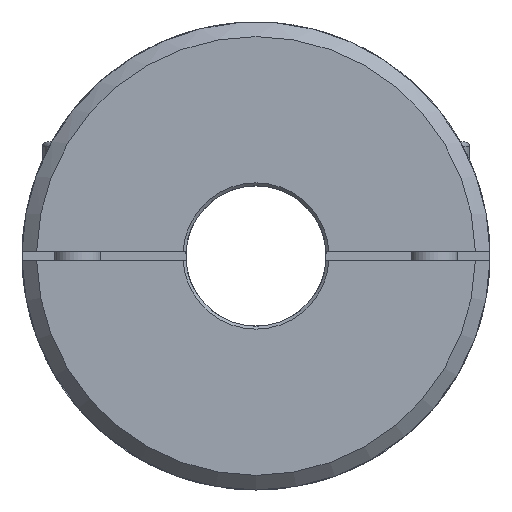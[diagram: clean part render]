
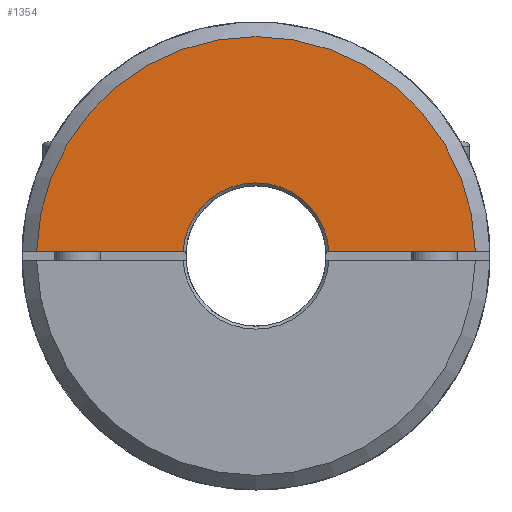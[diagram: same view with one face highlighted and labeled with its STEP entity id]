
A CAD part, left-side view. The second image highlights one B-rep face of the part: STEP entity #1354.
In plain terms, the highlighted planar face has unit normal (-1, 0, 0).
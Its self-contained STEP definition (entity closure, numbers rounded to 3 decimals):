
#1354 = ADVANCED_FACE( '', ( #3122 ), #3123, .T. );
#3122 = FACE_OUTER_BOUND( '', #5350, .T. );
#3123 = PLANE( '', #5351 );
#5350 = EDGE_LOOP( '', ( #9412, #9413, #9414, #9415 ) );
#5351 = AXIS2_PLACEMENT_3D( '', #9416, #9417, #9418 );
#9412 = ORIENTED_EDGE( '', *, *, #13096, .F. );
#9413 = ORIENTED_EDGE( '', *, *, #14120, .T. );
#9414 = ORIENTED_EDGE( '', *, *, #14121, .F. );
#9415 = ORIENTED_EDGE( '', *, *, #13671, .T. );
#9416 = CARTESIAN_POINT( '', ( 0., 0., 15. ) );
#9417 = DIRECTION( '', ( -1., 0., 0. ) );
#9418 = DIRECTION( '', ( 0., 0., 1. ) );
#13096 = EDGE_CURVE( '', #15560, #15562, #15563, .T. );
#13671 = EDGE_CURVE( '', #16498, #15562, #16501, .T. );
#14120 = EDGE_CURVE( '', #15560, #17159, #17160, .T. );
#14121 = EDGE_CURVE( '', #16498, #17159, #17161, .T. );
#15560 = VERTEX_POINT( '', #19641 );
#15562 = VERTEX_POINT( '', #19643 );
#15563 = LINE( '', #19644, #19645 );
#16498 = VERTEX_POINT( '', #21605 );
#16501 = CIRCLE( '', #21611, 75. );
#17159 = VERTEX_POINT( '', #22909 );
#17160 = CIRCLE( '', #22910, 25. );
#17161 = LINE( '', #22911, #22912 );
#19641 = CARTESIAN_POINT( '', ( 0., 24.955, 1.5 ) );
#19643 = CARTESIAN_POINT( '', ( 0., 74.985, 1.5 ) );
#19644 = CARTESIAN_POINT( '', ( 0., 0., 1.5 ) );
#19645 = VECTOR( '', #25406, 1000. );
#21605 = CARTESIAN_POINT( '', ( 0., -74.985, 1.5 ) );
#21611 = AXIS2_PLACEMENT_3D( '', #26095, #26096, #26097 );
#22909 = CARTESIAN_POINT( '', ( 0., -24.955, 1.5 ) );
#22910 = AXIS2_PLACEMENT_3D( '', #26622, #26623, #26624 );
#22911 = CARTESIAN_POINT( '', ( 0., 0., 1.5 ) );
#22912 = VECTOR( '', #26625, 1000. );
#25406 = DIRECTION( '', ( 0., 1., 0. ) );
#26095 = CARTESIAN_POINT( '', ( 0., 0., 0. ) );
#26096 = DIRECTION( '', ( -1., 0., 0. ) );
#26097 = DIRECTION( '', ( 0., 0., 1. ) );
#26622 = CARTESIAN_POINT( '', ( 0., 0., 0. ) );
#26623 = DIRECTION( '', ( 1., 0., 0. ) );
#26624 = DIRECTION( '', ( 0., 0., 1. ) );
#26625 = DIRECTION( '', ( 0., 1., 0. ) );
